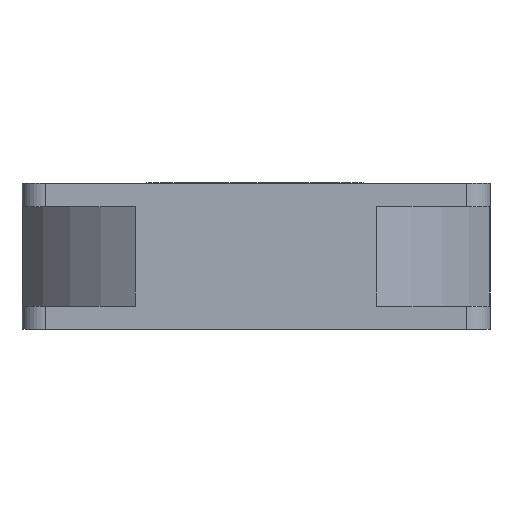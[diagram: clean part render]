
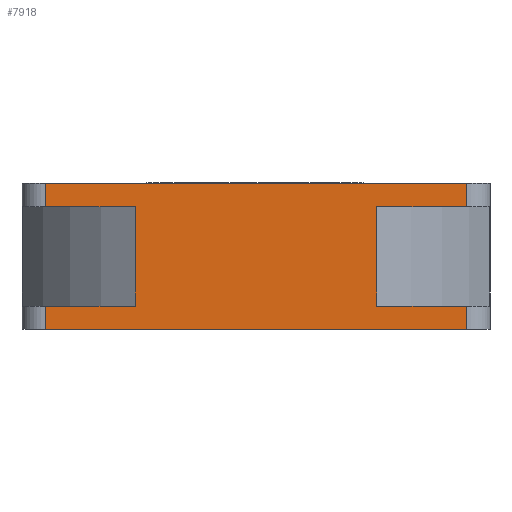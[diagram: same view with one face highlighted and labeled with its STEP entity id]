
A CAD part, left-side view. The second image highlights one B-rep face of the part: STEP entity #7918.
In plain terms, the highlighted planar face has unit normal (-1, 0, 0).
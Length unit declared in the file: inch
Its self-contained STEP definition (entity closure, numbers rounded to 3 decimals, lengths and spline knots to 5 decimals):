
#409 = LINE ( 'NONE', #10032, #6864 ) ;
#508 = DIRECTION ( 'NONE',  ( 0., 0., 1. ) ) ;
#518 = EDGE_CURVE ( 'NONE', #13148, #6824, #4735, .T. ) ;
#1026 = ORIENTED_EDGE ( 'NONE', *, *, #4380, .T. ) ;
#1043 = LINE ( 'NONE', #3340, #2274 ) ;
#1048 = EDGE_CURVE ( 'NONE', #10559, #9093, #13152, .T. ) ;
#1096 = DIRECTION ( 'NONE',  ( 0., 0., -1. ) ) ;
#1166 = DIRECTION ( 'NONE',  ( 0., 0., -1. ) ) ;
#1213 = VECTOR ( 'NONE', #8317, 39.37008 ) ;
#1237 = CARTESIAN_POINT ( 'NONE',  ( -3.33661, 0.23819, -0.05906 ) ) ;
#1437 = ORIENTED_EDGE ( 'NONE', *, *, #1731, .T. ) ;
#1490 = VERTEX_POINT ( 'NONE', #4025 ) ;
#1620 = VERTEX_POINT ( 'NONE', #9683 ) ;
#1622 = CARTESIAN_POINT ( 'NONE',  ( -3.33661, 2.46715, -0.21654 ) ) ;
#1731 = EDGE_CURVE ( 'NONE', #1620, #13148, #409, .T. ) ;
#1739 = ORIENTED_EDGE ( 'NONE', *, *, #5175, .F. ) ;
#2013 = CARTESIAN_POINT ( 'NONE',  ( -3.33661, 2.46715, -1.04331 ) ) ;
#2119 = DIRECTION ( 'NONE',  ( 0., 1., 0. ) ) ;
#2274 = VECTOR ( 'NONE', #2119, 39.37008 ) ;
#2498 = VERTEX_POINT ( 'NONE', #8817 ) ;
#3097 = LINE ( 'NONE', #2013, #9711 ) ;
#3116 = LINE ( 'NONE', #7780, #10190 ) ;
#3340 = CARTESIAN_POINT ( 'NONE',  ( -3.33661, 3.23031, -0.88583 ) ) ;
#3643 = CARTESIAN_POINT ( 'NONE',  ( -3.33661, 2.46715, -0.88583 ) ) ;
#3742 = VECTOR ( 'NONE', #13813, 39.37008 ) ;
#3973 = EDGE_CURVE ( 'NONE', #1490, #2498, #7158, .T. ) ;
#4007 = ORIENTED_EDGE ( 'NONE', *, *, #12118, .T. ) ;
#4025 = CARTESIAN_POINT ( 'NONE',  ( -3.33661, 0.23819, -0.88583 ) ) ;
#4046 = CARTESIAN_POINT ( 'NONE',  ( -3.33661, 3.23031, -1.04331 ) ) ;
#4048 = EDGE_CURVE ( 'NONE', #6824, #9585, #9611, .T. ) ;
#4126 = EDGE_CURVE ( 'NONE', #12392, #4945, #1043, .T. ) ;
#4128 = ORIENTED_EDGE ( 'NONE', *, *, #3973, .T. ) ;
#4157 = DIRECTION ( 'NONE',  ( 0., 0., -1. ) ) ;
#4259 = DIRECTION ( 'NONE',  ( 0., 0., -1. ) ) ;
#4275 = CARTESIAN_POINT ( 'NONE',  ( -3.33661, 0.23819, 1.22402 ) ) ;
#4351 = VECTOR ( 'NONE', #4157, 39.37008 ) ;
#4380 = EDGE_CURVE ( 'NONE', #2498, #11710, #11567, .T. ) ;
#4645 = CARTESIAN_POINT ( 'NONE',  ( -3.33661, 3.07283, -1.04331 ) ) ;
#4735 = LINE ( 'NONE', #7960, #7519 ) ;
#4945 = VERTEX_POINT ( 'NONE', #11173 ) ;
#5175 = EDGE_CURVE ( 'NONE', #1490, #9093, #13166, .T. ) ;
#5844 = ORIENTED_EDGE ( 'NONE', *, *, #1048, .T. ) ;
#5872 = ORIENTED_EDGE ( 'NONE', *, *, #518, .T. ) ;
#6189 = FACE_OUTER_BOUND ( 'NONE', #10073, .T. ) ;
#6240 = CARTESIAN_POINT ( 'NONE',  ( -3.33661, 0.84388, -0.21654 ) ) ;
#6345 = LINE ( 'NONE', #13886, #3742 ) ;
#6475 = DIRECTION ( 'NONE',  ( 0., -1., 0. ) ) ;
#6824 = VERTEX_POINT ( 'NONE', #13809 ) ;
#6864 = VECTOR ( 'NONE', #11391, 39.37008 ) ;
#7158 = LINE ( 'NONE', #9399, #13740 ) ;
#7333 = DIRECTION ( 'NONE',  ( -1., 0., 0. ) ) ;
#7519 = VECTOR ( 'NONE', #9316, 39.37008 ) ;
#7550 = CARTESIAN_POINT ( 'NONE',  ( -3.33661, 1.65551, -1.04331 ) ) ;
#7636 = VERTEX_POINT ( 'NONE', #1622 ) ;
#7740 = ORIENTED_EDGE ( 'NONE', *, *, #4126, .T. ) ;
#7780 = CARTESIAN_POINT ( 'NONE',  ( -3.33661, 3.07283, -1.04331 ) ) ;
#7918 = ADVANCED_FACE ( 'NONE', ( #6189 ), #10568, .T. ) ;
#7960 = CARTESIAN_POINT ( 'NONE',  ( -3.33661, 3.23031, -0.05906 ) ) ;
#8317 = DIRECTION ( 'NONE',  ( 0., -1., 0. ) ) ;
#8817 = CARTESIAN_POINT ( 'NONE',  ( -3.33661, 0.84388, -0.88583 ) ) ;
#8868 = EDGE_CURVE ( 'NONE', #7636, #12392, #3097, .T. ) ;
#9093 = VERTEX_POINT ( 'NONE', #9976 ) ;
#9117 = ORIENTED_EDGE ( 'NONE', *, *, #4048, .T. ) ;
#9316 = DIRECTION ( 'NONE',  ( 0., 1., 0. ) ) ;
#9399 = CARTESIAN_POINT ( 'NONE',  ( -3.33661, 3.23031, -0.88583 ) ) ;
#9464 = LINE ( 'NONE', #11542, #1213 ) ;
#9585 = VERTEX_POINT ( 'NONE', #12457 ) ;
#9611 = LINE ( 'NONE', #13975, #4351 ) ;
#9636 = VECTOR ( 'NONE', #508, 39.37008 ) ;
#9683 = CARTESIAN_POINT ( 'NONE',  ( -3.33661, 0.23819, -0.21654 ) ) ;
#9711 = VECTOR ( 'NONE', #4259, 39.37008 ) ;
#9976 = CARTESIAN_POINT ( 'NONE',  ( -3.33661, 0.23819, -1.04331 ) ) ;
#10032 = CARTESIAN_POINT ( 'NONE',  ( -3.33661, 0.23819, -1.04331 ) ) ;
#10073 = EDGE_LOOP ( 'NONE', ( #9117, #12475, #10322, #7740, #11617, #5844, #1739, #4128, #1026, #4007, #1437, #5872 ) ) ;
#10158 = AXIS2_PLACEMENT_3D ( 'NONE', #4046, #7333, #10641 ) ;
#10190 = VECTOR ( 'NONE', #1096, 39.37008 ) ;
#10322 = ORIENTED_EDGE ( 'NONE', *, *, #8868, .T. ) ;
#10559 = VERTEX_POINT ( 'NONE', #4645 ) ;
#10568 = PLANE ( 'NONE',  #10158 ) ;
#10641 = DIRECTION ( 'NONE',  ( 0., 0., 1. ) ) ;
#10747 = VECTOR ( 'NONE', #6475, 39.37008 ) ;
#10886 = EDGE_CURVE ( 'NONE', #4945, #10559, #3116, .T. ) ;
#11173 = CARTESIAN_POINT ( 'NONE',  ( -3.33661, 3.07283, -0.88583 ) ) ;
#11391 = DIRECTION ( 'NONE',  ( 0., 0., 1. ) ) ;
#11542 = CARTESIAN_POINT ( 'NONE',  ( -3.33661, 3.23031, -0.21654 ) ) ;
#11567 = LINE ( 'NONE', #12233, #9636 ) ;
#11617 = ORIENTED_EDGE ( 'NONE', *, *, #10886, .T. ) ;
#11710 = VERTEX_POINT ( 'NONE', #6240 ) ;
#11756 = DIRECTION ( 'NONE',  ( 0., 1., 0. ) ) ;
#12118 = EDGE_CURVE ( 'NONE', #11710, #1620, #6345, .T. ) ;
#12233 = CARTESIAN_POINT ( 'NONE',  ( -3.33661, 0.84388, -1.04331 ) ) ;
#12392 = VERTEX_POINT ( 'NONE', #3643 ) ;
#12457 = CARTESIAN_POINT ( 'NONE',  ( -3.33661, 3.07283, -0.21654 ) ) ;
#12475 = ORIENTED_EDGE ( 'NONE', *, *, #12477, .T. ) ;
#12477 = EDGE_CURVE ( 'NONE', #9585, #7636, #9464, .T. ) ;
#12606 = VECTOR ( 'NONE', #1166, 39.37008 ) ;
#13148 = VERTEX_POINT ( 'NONE', #1237 ) ;
#13152 = LINE ( 'NONE', #7550, #10747 ) ;
#13166 = LINE ( 'NONE', #4275, #12606 ) ;
#13740 = VECTOR ( 'NONE', #11756, 39.37008 ) ;
#13809 = CARTESIAN_POINT ( 'NONE',  ( -3.33661, 3.07283, -0.05906 ) ) ;
#13813 = DIRECTION ( 'NONE',  ( 0., -1., 0. ) ) ;
#13886 = CARTESIAN_POINT ( 'NONE',  ( -3.33661, 3.23031, -0.21654 ) ) ;
#13975 = CARTESIAN_POINT ( 'NONE',  ( -3.33661, 3.07283, -1.04331 ) ) ;
